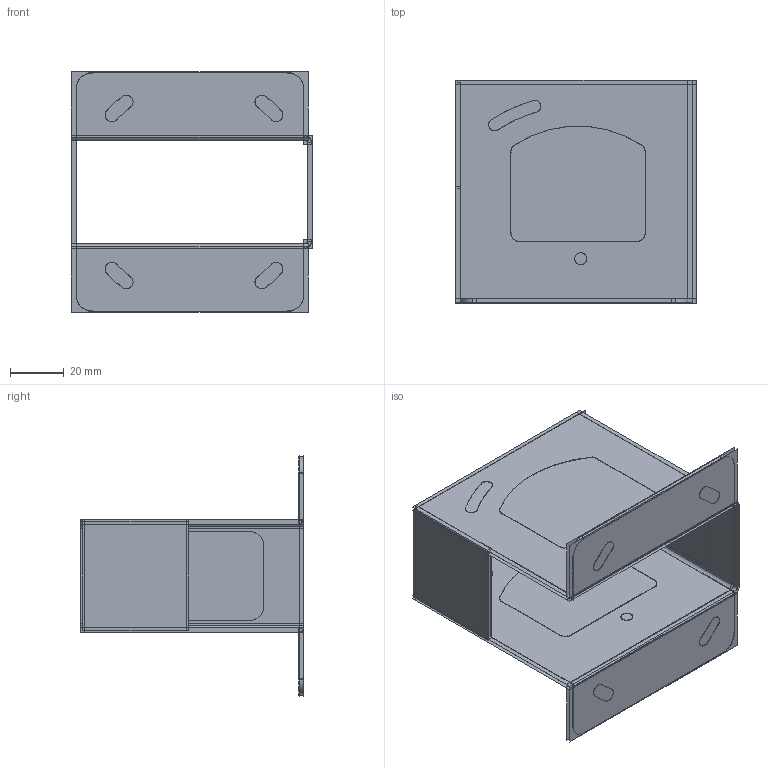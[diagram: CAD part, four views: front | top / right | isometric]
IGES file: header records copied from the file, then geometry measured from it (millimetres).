
Start section:  PTC IGES file: 186340.igs
Global section: file name: 186340.igs; native system: Creo Parametric by Parametric Technology Corporation; preprocessor: 2013230; author: pdmadmin; organization: Unknown; date: 20160210.112337; units: millimetre
Bounding box: 89.88 x 83.3 x 89.69 mm (x, y, z)
Volume: 24982.1 mm3; surface area: 157767.5 mm2
Topology: 1 solids, 1 shells, 208 faces, 1062 edges, 1340 vertices
Faces by surface type: revolution 114, bspline 94
